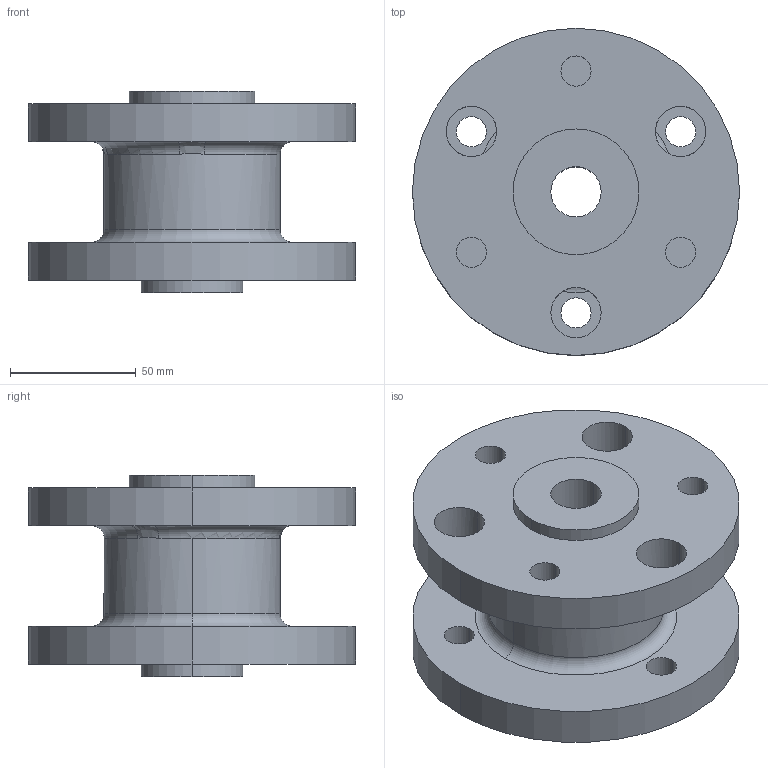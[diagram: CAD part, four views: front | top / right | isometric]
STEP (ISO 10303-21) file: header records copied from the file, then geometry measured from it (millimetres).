
FILE_DESCRIPTION (( 'STEP AP203' ), '1' );
FILE_NAME ('Moyeux_trans_2.STEP', '2021-09-22T06:49:08', ( '' ), ( '' ), 'SwSTEP 2.0', 'SolidWorks 2020', '' );
FILE_SCHEMA (( 'CONFIG_CONTROL_DESIGN' ));
Length unit declared in the file: millimetre
Products named in the file (1): Moyeux_trans_2
Bounding box: 130 x 130 x 80 mm (x, y, z)
Volume: 521353.5 mm3; surface area: 74327.1 mm2
Topology: 1 solids, 1 shells, 45 faces, 117 edges, 75 vertices
Faces by surface type: cylinder 30, torus 6, plane 6, bspline 3
Entity records: 1720 total; most frequent: CARTESIAN_POINT 436, DIRECTION 284, ORIENTED_EDGE 234, AXIS2_PLACEMENT_3D 127, EDGE_CURVE 117, CIRCLE 84, VERTEX_POINT 75, EDGE_LOOP 66
